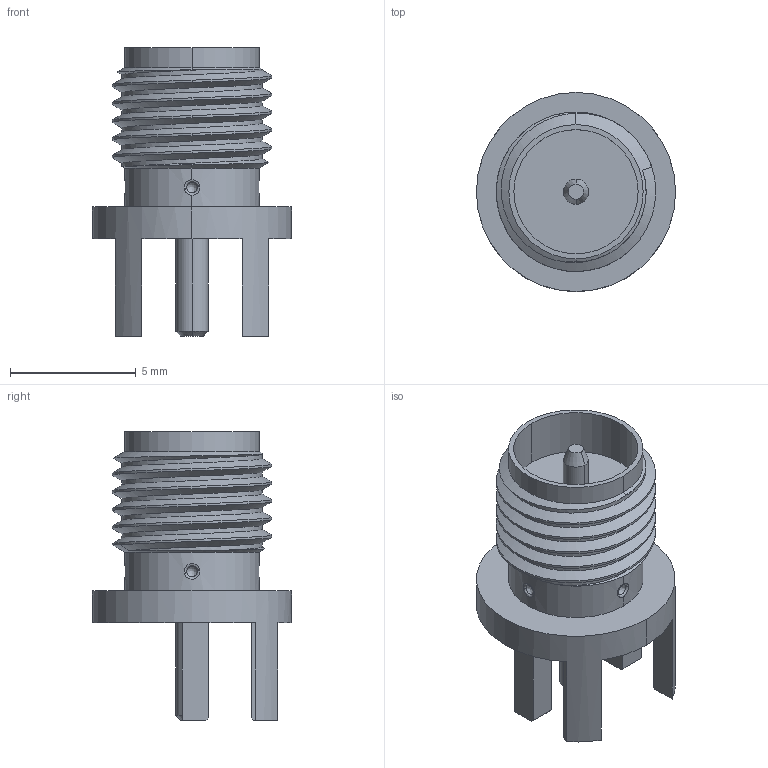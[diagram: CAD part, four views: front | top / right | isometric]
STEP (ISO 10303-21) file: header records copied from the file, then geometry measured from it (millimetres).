
FILE_DESCRIPTION (( 'STEP AP214' ), '1' );
FILE_NAME ('CONREVSMA003.062.STEP', '2021-05-18T21:38:02', ( '' ), ( '' ), 'SwSTEP 2.0', 'SolidWorks 2017', '' );
FILE_SCHEMA (( 'AUTOMOTIVE_DESIGN' ));
Length unit declared in the file: millimetre
Products named in the file (2): CONREVSMA003.062
Assembly tree (1 placements, depth 2):
  CONREVSMA003.062
    CONREVSMA003.062
Bounding box: 7.93 x 7.93 x 11.51 mm (x, y, z)
Volume: 208.2 mm3; surface area: 576 mm2
Topology: 4 solids, 4 shells, 88 faces, 215 edges, 143 vertices
Faces by surface type: plane 34, cylinder 31, bspline 15, cone 8
Entity records: 5053 total; most frequent: CARTESIAN_POINT 2043, ORIENTED_EDGE 430, DIRECTION 373, EDGE_CURVE 215, VERTEX_POINT 143, AXIS2_PLACEMENT_3D 138, EDGE_LOOP 98, LINE 97
